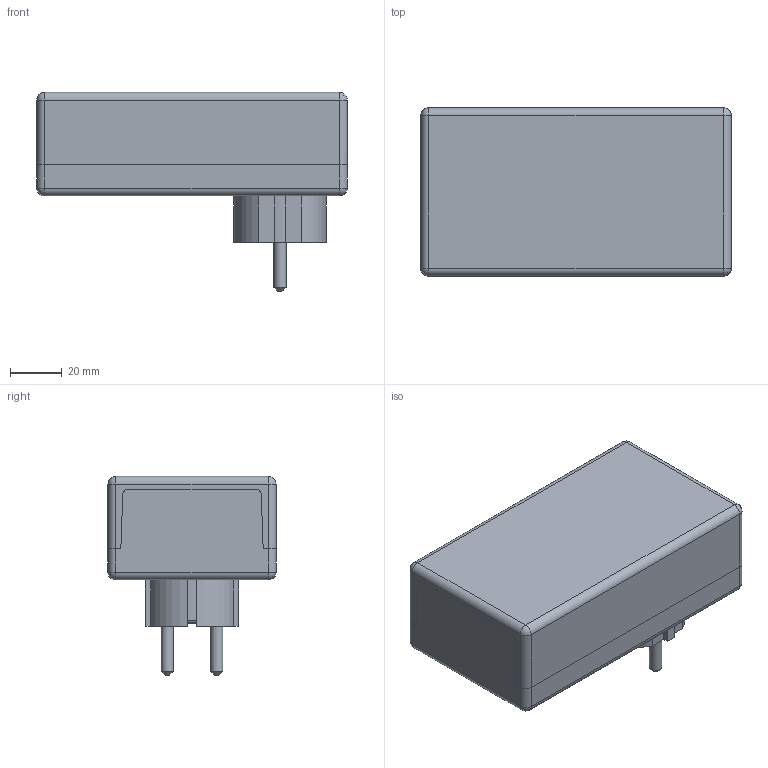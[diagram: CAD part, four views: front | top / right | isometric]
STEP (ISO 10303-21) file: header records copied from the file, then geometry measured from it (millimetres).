
FILE_DESCRIPTION((''),'2;1');
FILE_NAME('0601101800-MBPO_126540 STE.stp','2016-01-22T10:57:59',('robin.rentz'),(''),'Autodesk Inventor 2012','Autodesk Inventor 2012','');
FILE_SCHEMA(('AUTOMOTIVE_DESIGN { 1 2 10303 214 0 1 1 1 }'));
Length unit declared in the file: millimetre
Products named in the file (3): 0601101800-MBPO_126540 STE; 0601102102-UT_126540-55 STE; 0501100621-OT_126540
Assembly tree (2 placements, depth 2):
  0601101800-MBPO_126540 STE
    0601102102-UT_126540-55 STE
    0501100621-OT_126540
Bounding box: 120 x 65 x 77 mm (x, y, z)
Volume: 92553.4 mm3; surface area: 71796.3 mm2
Topology: 2 solids, 2 shells, 386 faces, 869 edges, 541 vertices
Faces by surface type: plane 238, cylinder 105, cone 35, sphere 8
Full cylindrical faces by diameter (mm): 2.5 x6, 2.7 x4, 3 x2, 3.242 x1, 4.2 x4, 4.5 x4, 4.75 x2, 5 x4, 5.2 x1, 5.5 x6, 6 x5, 8 x4, 8.5 x2, 8.8 x4
Entity records: 10443 total; most frequent: DIRECTION 1836, CARTESIAN_POINT 1737, ORIENTED_EDGE 1620, EDGE_CURVE 810, AXIS2_PLACEMENT_3D 635, VECTOR 566, LINE 566, VERTEX_POINT 536
